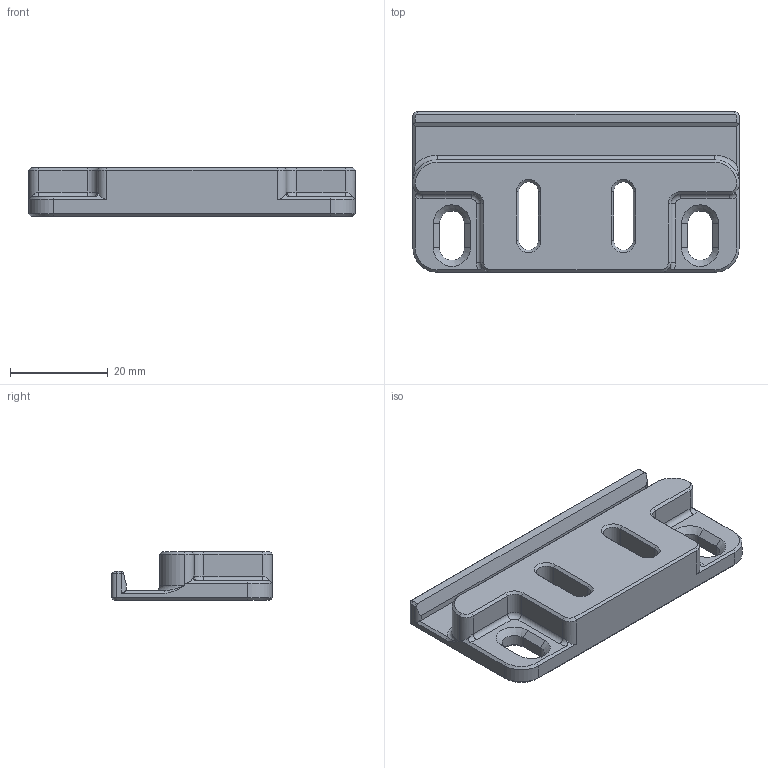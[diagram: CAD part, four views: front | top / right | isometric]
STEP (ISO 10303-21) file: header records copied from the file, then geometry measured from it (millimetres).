
FILE_DESCRIPTION (( 'STEP AP203' ), '1' );
FILE_NAME ('10394-Rear_Hinge_Polycarbonate_Shelf-RevB.STEP', '2023-08-17T18:29:25', ( '' ), ( '' ), 'SwSTEP 2.0', 'SolidWorks 2022', '' );
FILE_SCHEMA (( 'CONFIG_CONTROL_DESIGN' ));
Length unit declared in the file: millimetre
Products named in the file (1): 10394-Rear_Hinge_Polycarbonate_Shelf-RevB
Bounding box: 66.8 x 32.85 x 10 mm (x, y, z)
Volume: 13058.5 mm3; surface area: 6801.6 mm2
Topology: 1 solids, 1 shells, 131 faces, 309 edges, 178 vertices
Faces by surface type: plane 60, cone 34, cylinder 27, torus 8, bspline 2
Entity records: 4116 total; most frequent: CARTESIAN_POINT 1037, DIRECTION 643, ORIENTED_EDGE 614, EDGE_CURVE 307, AXIS2_PLACEMENT_3D 226, LINE 191, VECTOR 191, VERTEX_POINT 178
